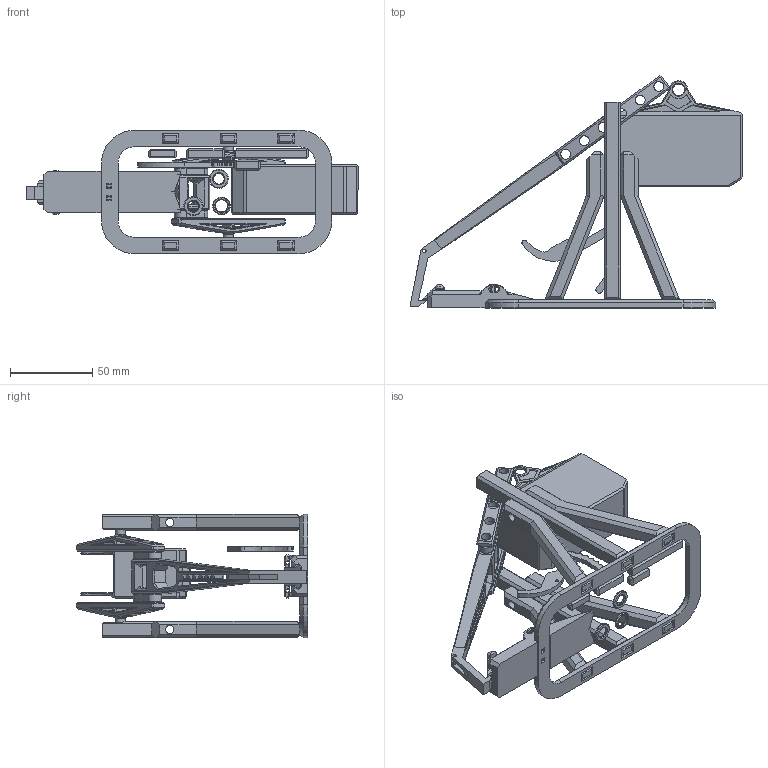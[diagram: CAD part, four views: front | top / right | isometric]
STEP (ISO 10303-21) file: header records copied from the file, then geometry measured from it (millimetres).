
FILE_DESCRIPTION(/* description */ (''),/* implementation_level */ '2;1');
FILE_NAME(/* name */ 'V4.2-trebuchet-assembled.stp',/* time_stamp */ '2025-01-19T22:27:23Z',/* author */ ('iwheard'),/* organization */ (''),/* preprocessor_version */ 'ST-DEVELOPER v19',/* originating_system */ 'Autodesk Inventor 2023',/* authorisation */ '');
FILE_SCHEMA (('AUTOMOTIVE_DESIGN { 1 0 10303 214 3 1 1 }'));
Length unit declared in the file: millimetre
Products named in the file (20): V4.2-trebuchet-assembled; pins; washers; throw-ring; baseplate; V4-upright-A; V4-a-frame-A; V4-pivot-A; V4-throw-arm; V4-ratchet; V4-counterweight; V4-pivot-B; V4-upright-B; V4-a-frame-B; V4-a-frame-C; V4-a-frame-D; V4-spacer-A; V4-spacer-B; v4-latch; V4-pegs
Assembly tree (20 placements, depth 2):
  V4.2-trebuchet-assembled
    pins
    washers  x2
    throw-ring
    baseplate
    V4-upright-A
    V4-a-frame-A
    V4-pivot-A
    V4-throw-arm
    V4-ratchet
    V4-counterweight
    V4-pivot-B
    V4-upright-B
    V4-a-frame-B
    V4-a-frame-C
    V4-a-frame-D
    V4-spacer-A
    V4-spacer-B
    v4-latch
    V4-pegs
Bounding box: 201.78 x 140.98 x 75 mm (x, y, z)
Volume: 130478.1 mm3; surface area: 90252.1 mm2
Topology: 25 solids, 25 shells, 1109 faces, 2840 edges, 1774 vertices
Faces by surface type: plane 836, cylinder 175, cone 57, bspline 33, torus 8
Full cylindrical faces by diameter (mm): 2.1 x5, 5 x6, 6 x20, 6.3 x4, 6.4 x2, 7 x2, 7.4 x1, 10.8 x1, 11.6 x2
Entity records: 36683 total; most frequent: CARTESIAN_POINT 9107, ORIENTED_EDGE 5648, DIRECTION 5395, EDGE_CURVE 2824, LINE 2235, VECTOR 2235, VERTEX_POINT 1762, AXIS2_PLACEMENT_3D 1580
